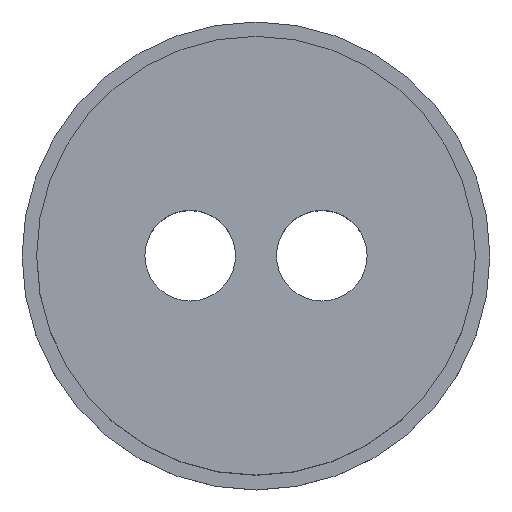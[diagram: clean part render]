
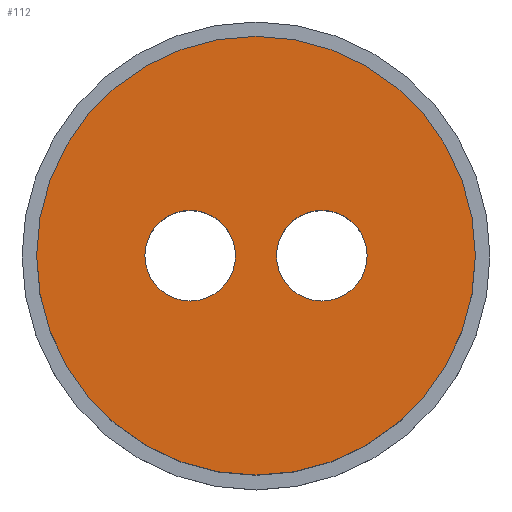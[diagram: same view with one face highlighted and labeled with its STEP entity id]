
A CAD part, top view. The second image highlights one B-rep face of the part: STEP entity #112.
In plain terms, the highlighted planar face has unit normal (0, 0, 1).
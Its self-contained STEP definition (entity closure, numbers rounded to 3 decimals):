
#18=FACE_BOUND('',#40,.T.);
#19=FACE_BOUND('',#41,.T.);
#22=PLANE('',#141);
#29=FACE_OUTER_BOUND('',#39,.T.);
#39=EDGE_LOOP('',(#99));
#40=EDGE_LOOP('',(#100));
#41=EDGE_LOOP('',(#101));
#51=CIRCLE('',#129,1.55);
#53=CIRCLE('',#132,1.55);
#57=CIRCLE('',#139,7.5);
#59=VERTEX_POINT('',#182);
#61=VERTEX_POINT('',#188);
#65=VERTEX_POINT('',#201);
#68=EDGE_CURVE('',#59,#59,#51,.T.);
#71=EDGE_CURVE('',#61,#61,#53,.T.);
#76=EDGE_CURVE('',#65,#65,#57,.T.);
#99=ORIENTED_EDGE('',*,*,#76,.T.);
#100=ORIENTED_EDGE('',*,*,#68,.T.);
#101=ORIENTED_EDGE('',*,*,#71,.T.);
#112=ADVANCED_FACE('',(#29,#18,#19),#22,.F.);
#129=AXIS2_PLACEMENT_3D('',#184,#149,#150);
#132=AXIS2_PLACEMENT_3D('',#190,#156,#157);
#139=AXIS2_PLACEMENT_3D('',#202,#171,#172);
#141=AXIS2_PLACEMENT_3D('',#205,#176,#177);
#149=DIRECTION('center_axis',(0.,0.,
-1.));
#150=DIRECTION('ref_axis',(1.,0.,0.));
#156=DIRECTION('center_axis',(0.,0.,
-1.));
#157=DIRECTION('ref_axis',(1.,0.,0.));
#171=DIRECTION('center_axis',(0.,0.,
1.));
#172=DIRECTION('ref_axis',(-1.,0.,0.));
#176=DIRECTION('center_axis',(0.,0.,
-1.));
#177=DIRECTION('ref_axis',(-1.,0.,0.));
#182=CARTESIAN_POINT('',(-3.8,0.,12.));
#184=CARTESIAN_POINT('Origin',(-2.25,0.,
12.));
#188=CARTESIAN_POINT('',(0.7,0.,12.));
#190=CARTESIAN_POINT('Origin',(2.25,0.,12.));
#201=CARTESIAN_POINT('',(7.5,0.,12.));
#202=CARTESIAN_POINT('Origin',(0.,0.,
12.));
#205=CARTESIAN_POINT('Origin',(0.,0.,
12.));
